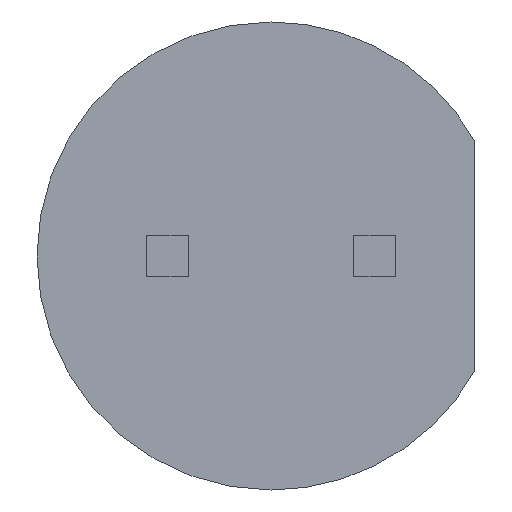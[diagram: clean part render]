
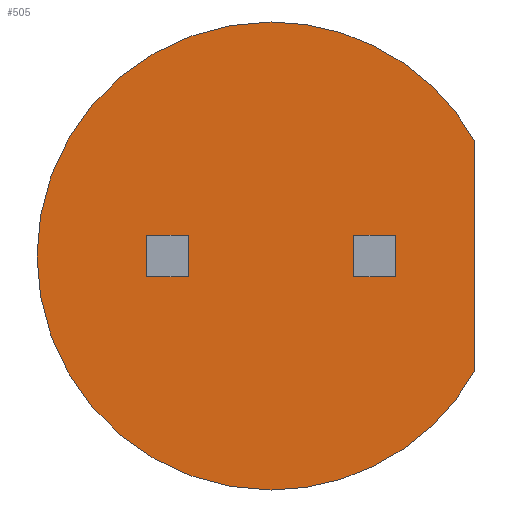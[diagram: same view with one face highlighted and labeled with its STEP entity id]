
A CAD part, front view. The second image highlights one B-rep face of the part: STEP entity #505.
In plain terms, the highlighted planar face has unit normal (0, -1, 0).
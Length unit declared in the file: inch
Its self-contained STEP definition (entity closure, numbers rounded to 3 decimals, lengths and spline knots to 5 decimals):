
#19 = DIRECTION ( 'NONE',  ( 0., 0., -1. ) ) ;
#32 = LINE ( 'NONE', #644, #208 ) ;
#35 = CARTESIAN_POINT ( 'NONE',  ( 0.06, 0., -0.01 ) ) ;
#50 = AXIS2_PLACEMENT_3D ( 'NONE', #109, #102, #314 ) ;
#51 = VECTOR ( 'NONE', #149, 39.37008 ) ;
#61 = LINE ( 'NONE', #184, #457 ) ;
#62 = ORIENTED_EDGE ( 'NONE', *, *, #129, .T. ) ;
#65 = ORIENTED_EDGE ( 'NONE', *, *, #463, .T. ) ;
#68 = PLANE ( 'NONE',  #547 ) ;
#70 = DIRECTION ( 'NONE',  ( 0., 0., 1. ) ) ;
#71 = LINE ( 'NONE', #461, #51 ) ;
#74 = ORIENTED_EDGE ( 'NONE', *, *, #415, .F. ) ;
#75 = DIRECTION ( 'NONE',  ( -1., 0., 0. ) ) ;
#77 = CARTESIAN_POINT ( 'NONE',  ( -0.04, 0., 0. ) ) ;
#82 = ORIENTED_EDGE ( 'NONE', *, *, #430, .F. ) ;
#91 = DIRECTION ( 'NONE',  ( -1., 0., 0. ) ) ;
#102 = DIRECTION ( 'NONE',  ( 0., -1., 0. ) ) ;
#106 = CARTESIAN_POINT ( 'NONE',  ( -0.06, 0., 0.01 ) ) ;
#107 = AXIS2_PLACEMENT_3D ( 'NONE', #360, #568, #253 ) ;
#109 = CARTESIAN_POINT ( 'NONE',  ( 0., 0., 0. ) ) ;
#112 = EDGE_CURVE ( 'NONE', #600, #266, #259, .T. ) ;
#116 = VERTEX_POINT ( 'NONE', #482 ) ;
#117 = CARTESIAN_POINT ( 'NONE',  ( -0.06, 0., -0.01 ) ) ;
#129 = EDGE_CURVE ( 'NONE', #480, #545, #355, .T. ) ;
#149 = DIRECTION ( 'NONE',  ( 0., 0., -1. ) ) ;
#151 = VERTEX_POINT ( 'NONE', #106 ) ;
#163 = CARTESIAN_POINT ( 'NONE',  ( -0.06, 0., 0. ) ) ;
#184 = CARTESIAN_POINT ( 'NONE',  ( 0., 0., 0.01 ) ) ;
#196 = LINE ( 'NONE', #77, #487 ) ;
#199 = ORIENTED_EDGE ( 'NONE', *, *, #112, .T. ) ;
#208 = VECTOR ( 'NONE', #75, 39.37008 ) ;
#214 = DIRECTION ( 'NONE',  ( 0., 0., 1. ) ) ;
#217 = EDGE_CURVE ( 'NONE', #392, #151, #399, .T. ) ;
#219 = ORIENTED_EDGE ( 'NONE', *, *, #468, .F. ) ;
#223 = DIRECTION ( 'NONE',  ( 0., 0., 1. ) ) ;
#227 = LINE ( 'NONE', #281, #498 ) ;
#232 = CARTESIAN_POINT ( 'NONE',  ( 0.06, 0., 0. ) ) ;
#244 = VECTOR ( 'NONE', #70, 39.37008 ) ;
#250 = ORIENTED_EDGE ( 'NONE', *, *, #426, .F. ) ;
#253 = DIRECTION ( 'NONE',  ( 0., 0., -1. ) ) ;
#256 = CARTESIAN_POINT ( 'NONE',  ( 0.04, 0., 0. ) ) ;
#259 = CIRCLE ( 'NONE', #50, 0.113 ) ;
#260 = VERTEX_POINT ( 'NONE', #541 ) ;
#266 = VERTEX_POINT ( 'NONE', #635 ) ;
#274 = CARTESIAN_POINT ( 'NONE',  ( 0., 0., 0. ) ) ;
#276 = EDGE_LOOP ( 'NONE', ( #535, #601, #250, #74 ) ) ;
#280 = CARTESIAN_POINT ( 'NONE',  ( -0.113, 0., 0. ) ) ;
#281 = CARTESIAN_POINT ( 'NONE',  ( 0., 0., -0.01 ) ) ;
#283 = DIRECTION ( 'NONE',  ( -1., 0., 0. ) ) ;
#293 = CARTESIAN_POINT ( 'NONE',  ( 0.04, 0., 0.01 ) ) ;
#294 = VERTEX_POINT ( 'NONE', #434 ) ;
#298 = EDGE_CURVE ( 'NONE', #266, #647, #582, .T. ) ;
#304 = CARTESIAN_POINT ( 'NONE',  ( 0., 0., -0.01 ) ) ;
#307 = FACE_OUTER_BOUND ( 'NONE', #550, .T. ) ;
#309 = ORIENTED_EDGE ( 'NONE', *, *, #513, .T. ) ;
#314 = DIRECTION ( 'NONE',  ( 0., 0., -1. ) ) ;
#315 = FACE_BOUND ( 'NONE', #276, .T. ) ;
#338 = VERTEX_POINT ( 'NONE', #609 ) ;
#339 = DIRECTION ( 'NONE',  ( 0., 0., 1. ) ) ;
#343 = ORIENTED_EDGE ( 'NONE', *, *, #298, .T. ) ;
#350 = AXIS2_PLACEMENT_3D ( 'NONE', #274, #633, #19 ) ;
#353 = EDGE_CURVE ( 'NONE', #116, #392, #668, .T. ) ;
#355 = LINE ( 'NONE', #256, #421 ) ;
#360 = CARTESIAN_POINT ( 'NONE',  ( 0., 0., 0. ) ) ;
#384 = EDGE_CURVE ( 'NONE', #260, #647, #71, .T. ) ;
#390 = DIRECTION ( 'NONE',  ( 0., 0., 1. ) ) ;
#392 = VERTEX_POINT ( 'NONE', #117 ) ;
#399 = LINE ( 'NONE', #163, #432 ) ;
#415 = EDGE_CURVE ( 'NONE', #116, #294, #196, .T. ) ;
#421 = VECTOR ( 'NONE', #214, 39.37008 ) ;
#426 = EDGE_CURVE ( 'NONE', #294, #151, #61, .T. ) ;
#430 = EDGE_CURVE ( 'NONE', #591, #338, #525, .T. ) ;
#432 = VECTOR ( 'NONE', #223, 39.37008 ) ;
#434 = CARTESIAN_POINT ( 'NONE',  ( -0.04, 0., 0.01 ) ) ;
#435 = DIRECTION ( 'NONE',  ( 0., 1., 0. ) ) ;
#457 = VECTOR ( 'NONE', #283, 39.37008 ) ;
#461 = CARTESIAN_POINT ( 'NONE',  ( 0.0985, 0., 0. ) ) ;
#463 = EDGE_CURVE ( 'NONE', #260, #600, #611, .T. ) ;
#468 = EDGE_CURVE ( 'NONE', #338, #545, #32, .T. ) ;
#469 = ORIENTED_EDGE ( 'NONE', *, *, #384, .F. ) ;
#480 = VERTEX_POINT ( 'NONE', #548 ) ;
#482 = CARTESIAN_POINT ( 'NONE',  ( -0.04, 0., -0.01 ) ) ;
#487 = VECTOR ( 'NONE', #339, 39.37008 ) ;
#497 = DIRECTION ( 'NONE',  ( -1., 0., 0. ) ) ;
#498 = VECTOR ( 'NONE', #497, 39.37008 ) ;
#505 = ADVANCED_FACE ( 'NONE', ( #638, #315, #307 ), #68, .F. ) ;
#513 = EDGE_CURVE ( 'NONE', #591, #480, #227, .T. ) ;
#525 = LINE ( 'NONE', #232, #244 ) ;
#530 = CARTESIAN_POINT ( 'NONE',  ( 0.0985, 0., -0.05538 ) ) ;
#535 = ORIENTED_EDGE ( 'NONE', *, *, #353, .T. ) ;
#541 = CARTESIAN_POINT ( 'NONE',  ( 0.0985, 0., 0.05538 ) ) ;
#545 = VERTEX_POINT ( 'NONE', #293 ) ;
#547 = AXIS2_PLACEMENT_3D ( 'NONE', #280, #435, #390 ) ;
#548 = CARTESIAN_POINT ( 'NONE',  ( 0.04, 0., -0.01 ) ) ;
#550 = EDGE_LOOP ( 'NONE', ( #469, #65, #199, #343 ) ) ;
#568 = DIRECTION ( 'NONE',  ( 0., -1., 0. ) ) ;
#573 = CARTESIAN_POINT ( 'NONE',  ( 0., 0., 0.113 ) ) ;
#582 = CIRCLE ( 'NONE', #107, 0.113 ) ;
#591 = VERTEX_POINT ( 'NONE', #35 ) ;
#599 = VECTOR ( 'NONE', #91, 39.37008 ) ;
#600 = VERTEX_POINT ( 'NONE', #573 ) ;
#601 = ORIENTED_EDGE ( 'NONE', *, *, #217, .T. ) ;
#609 = CARTESIAN_POINT ( 'NONE',  ( 0.06, 0., 0.01 ) ) ;
#611 = CIRCLE ( 'NONE', #350, 0.113 ) ;
#633 = DIRECTION ( 'NONE',  ( 0., -1., 0. ) ) ;
#635 = CARTESIAN_POINT ( 'NONE',  ( 0., 0., -0.113 ) ) ;
#638 = FACE_BOUND ( 'NONE', #654, .T. ) ;
#644 = CARTESIAN_POINT ( 'NONE',  ( 0., 0., 0.01 ) ) ;
#647 = VERTEX_POINT ( 'NONE', #530 ) ;
#654 = EDGE_LOOP ( 'NONE', ( #309, #62, #219, #82 ) ) ;
#668 = LINE ( 'NONE', #304, #599 ) ;
